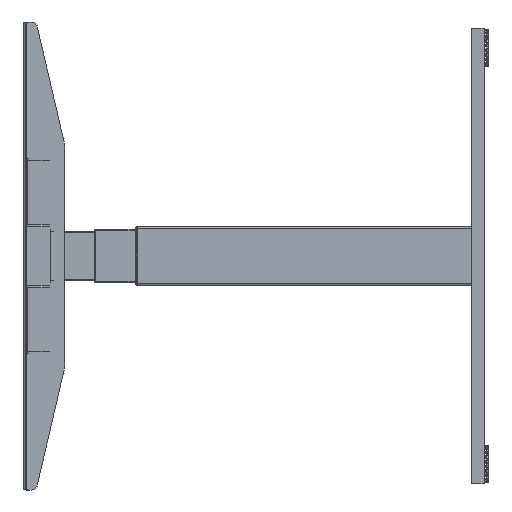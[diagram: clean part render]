
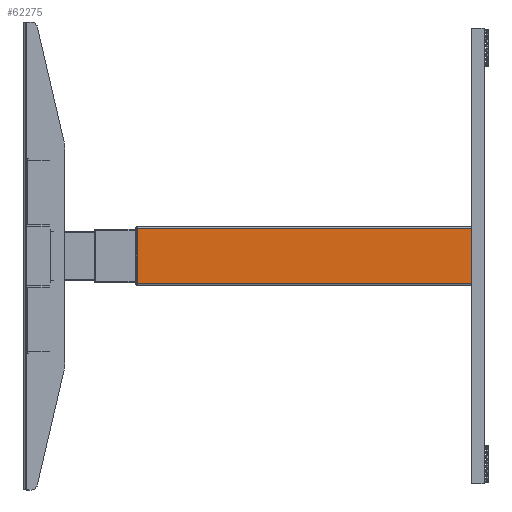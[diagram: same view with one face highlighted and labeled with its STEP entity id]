
A CAD part, left-side view. The second image highlights one B-rep face of the part: STEP entity #62275.
In plain terms, the highlighted planar face has unit normal (-1, 0, 0).
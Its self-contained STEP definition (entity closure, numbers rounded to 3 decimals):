
#701 = CARTESIAN_POINT ( 'NONE',  ( -1041., 541., 42.5 ) ) ;
#1936 = ORIENTED_EDGE ( 'NONE', *, *, #20109, .T. ) ;
#2281 = CARTESIAN_POINT ( 'NONE',  ( -1041., 541., -42.5 ) ) ;
#3139 = VERTEX_POINT ( 'NONE', #701 ) ;
#3631 = DIRECTION ( 'NONE',  ( 0., 0., -1. ) ) ;
#6784 = CARTESIAN_POINT ( 'NONE',  ( -1041., 27., -42.5 ) ) ;
#7916 = EDGE_CURVE ( 'NONE', #12337, #54398, #9859, .T. ) ;
#8242 = ORIENTED_EDGE ( 'NONE', *, *, #7916, .F. ) ;
#9859 = LINE ( 'NONE', #17299, #43832 ) ;
#12337 = VERTEX_POINT ( 'NONE', #59374 ) ;
#12529 = EDGE_CURVE ( 'NONE', #54398, #54356, #58680, .T. ) ;
#16575 = DIRECTION ( 'NONE',  ( 0., 1., 0. ) ) ;
#17299 = CARTESIAN_POINT ( 'NONE',  ( -1041., 27., -42.5 ) ) ;
#18337 = CARTESIAN_POINT ( 'NONE',  ( -1041., 27., -42.5 ) ) ;
#18461 = VECTOR ( 'NONE', #16575, 1000. ) ;
#19161 = EDGE_CURVE ( 'NONE', #12337, #3139, #40425, .T. ) ;
#20109 = EDGE_CURVE ( 'NONE', #3139, #54356, #55798, .T. ) ;
#22694 = FACE_OUTER_BOUND ( 'NONE', #53728, .T. ) ;
#22872 = CARTESIAN_POINT ( 'NONE',  ( -1041., 27., -42.5 ) ) ;
#23321 = VECTOR ( 'NONE', #26311, 1000. ) ;
#26311 = DIRECTION ( 'NONE',  ( 0., 0., -1. ) ) ;
#31198 = AXIS2_PLACEMENT_3D ( 'NONE', #18337, #32988, #33195 ) ;
#32988 = DIRECTION ( 'NONE',  ( 1., 0., 0. ) ) ;
#33195 = DIRECTION ( 'NONE',  ( 0., 0., -1. ) ) ;
#34003 = ORIENTED_EDGE ( 'NONE', *, *, #19161, .T. ) ;
#34760 = CARTESIAN_POINT ( 'NONE',  ( -1041., 27., 42.5 ) ) ;
#38869 = VECTOR ( 'NONE', #39532, 1000. ) ;
#39532 = DIRECTION ( 'NONE',  ( 0., 1., 0. ) ) ;
#40425 = LINE ( 'NONE', #34760, #38869 ) ;
#43832 = VECTOR ( 'NONE', #3631, 1000. ) ;
#51417 = CARTESIAN_POINT ( 'NONE',  ( -1041., 541., -42.5 ) ) ;
#53728 = EDGE_LOOP ( 'NONE', ( #1936, #61552, #8242, #34003 ) ) ;
#54356 = VERTEX_POINT ( 'NONE', #51417 ) ;
#54398 = VERTEX_POINT ( 'NONE', #22872 ) ;
#55798 = LINE ( 'NONE', #2281, #23321 ) ;
#56212 = PLANE ( 'NONE',  #31198 ) ;
#58680 = LINE ( 'NONE', #6784, #18461 ) ;
#59374 = CARTESIAN_POINT ( 'NONE',  ( -1041., 27., 42.5 ) ) ;
#61552 = ORIENTED_EDGE ( 'NONE', *, *, #12529, .F. ) ;
#62275 = ADVANCED_FACE ( 'NONE', ( #22694 ), #56212, .F. ) ;
